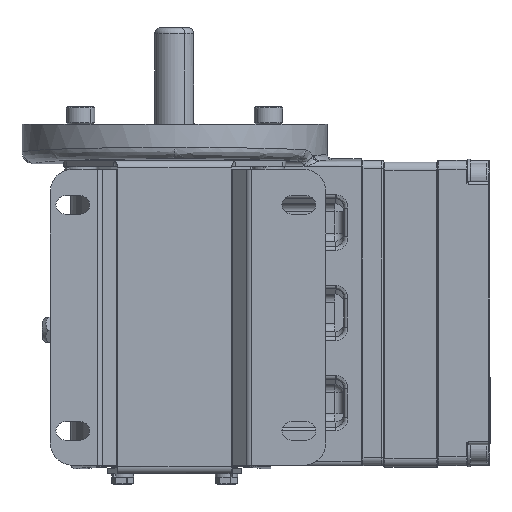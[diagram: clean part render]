
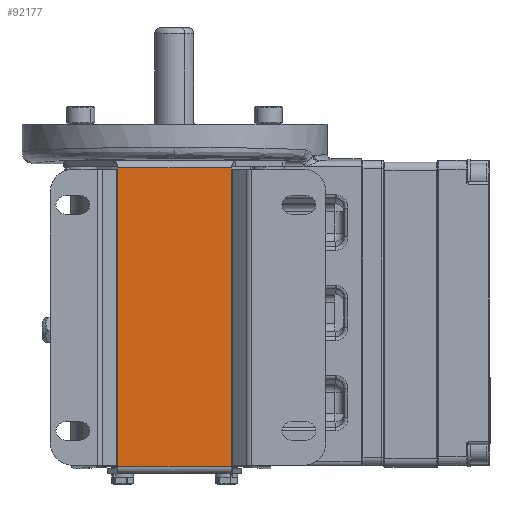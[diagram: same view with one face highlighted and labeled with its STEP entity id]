
A CAD part, front view. The second image highlights one B-rep face of the part: STEP entity #92177.
In plain terms, the highlighted planar face has unit normal (0, -1, 0).
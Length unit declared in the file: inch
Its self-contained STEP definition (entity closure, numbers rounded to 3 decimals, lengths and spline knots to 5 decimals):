
#964 = EDGE_CURVE ( 'NONE', #48692, #101022, #54581, .T. ) ;
#980 = CARTESIAN_POINT ( 'NONE',  ( 1.25982, -3.875, 6.54757 ) ) ;
#1083 = EDGE_CURVE ( 'NONE', #138457, #129907, #132845, .T. ) ;
#1514 = ORIENTED_EDGE ( 'NONE', *, *, #71454, .F. ) ;
#4732 = CARTESIAN_POINT ( 'NONE',  ( -1.25982, -3.875, -0.00243 ) ) ;
#4849 = LINE ( 'NONE', #140726, #130934 ) ;
#10478 = EDGE_CURVE ( 'NONE', #113359, #114217, #64044, .T. ) ;
#10551 = LINE ( 'NONE', #41425, #136578 ) ;
#12248 = VECTOR ( 'NONE', #111730, 39.37008 ) ;
#17285 = CARTESIAN_POINT ( 'NONE',  ( 1.26, -3.875, -0.03343 ) ) ;
#18293 = CARTESIAN_POINT ( 'NONE',  ( -1.25982, -3.875, 6.57857 ) ) ;
#22101 = VECTOR ( 'NONE', #84351, 39.37008 ) ;
#23862 = DIRECTION ( 'NONE',  ( 0.081, 0., 0.997 ) ) ;
#26296 = CARTESIAN_POINT ( 'NONE',  ( -1.25982, -3.875, -0.00243 ) ) ;
#26447 = DIRECTION ( 'NONE',  ( 0., 0., -1. ) ) ;
#27903 = VERTEX_POINT ( 'NONE', #146250 ) ;
#29286 = CARTESIAN_POINT ( 'NONE',  ( 1.25982, -3.875, -0.03118 ) ) ;
#29902 = ORIENTED_EDGE ( 'NONE', *, *, #10478, .F. ) ;
#31747 = LINE ( 'NONE', #36108, #92943 ) ;
#32388 = DIRECTION ( 'NONE',  ( 0., 0., -1. ) ) ;
#32944 = CARTESIAN_POINT ( 'NONE',  ( 1.27183, -3.875, 6.54757 ) ) ;
#36108 = CARTESIAN_POINT ( 'NONE',  ( -1.25982, -3.875, -0.03118 ) ) ;
#38645 = ORIENTED_EDGE ( 'NONE', *, *, #155065, .F. ) ;
#41425 = CARTESIAN_POINT ( 'NONE',  ( 1.27183, -3.875, 6.57857 ) ) ;
#45293 = DIRECTION ( 'NONE',  ( 0., 0., 1. ) ) ;
#46023 = DIRECTION ( 'NONE',  ( 0., 0., -1. ) ) ;
#47016 = CARTESIAN_POINT ( 'NONE',  ( 1.27183, -3.875, -0.03343 ) ) ;
#48692 = VERTEX_POINT ( 'NONE', #96871 ) ;
#54581 = LINE ( 'NONE', #47016, #22101 ) ;
#56986 = CARTESIAN_POINT ( 'NONE',  ( 1.25982, -3.875, 6.54757 ) ) ;
#57008 = PLANE ( 'NONE',  #64558 ) ;
#59267 = CARTESIAN_POINT ( 'NONE',  ( 1.25982, -3.875, -0.03118 ) ) ;
#64044 = LINE ( 'NONE', #122232, #128965 ) ;
#64558 = AXIS2_PLACEMENT_3D ( 'NONE', #32944, #118318, #45293 ) ;
#64945 = EDGE_LOOP ( 'NONE', ( #38645, #141942, #130172, #95822, #1514, #69213, #128363, #137366, #29902, #80135 ) ) ;
#65136 = VERTEX_POINT ( 'NONE', #29286 ) ;
#67913 = VECTOR ( 'NONE', #46023, 39.37008 ) ;
#69213 = ORIENTED_EDGE ( 'NONE', *, *, #964, .T. ) ;
#70043 = EDGE_CURVE ( 'NONE', #138457, #108966, #4849, .T. ) ;
#71454 = EDGE_CURVE ( 'NONE', #48692, #147447, #31747, .T. ) ;
#76164 = VECTOR ( 'NONE', #32388, 39.37008 ) ;
#80135 = ORIENTED_EDGE ( 'NONE', *, *, #139287, .F. ) ;
#83356 = EDGE_CURVE ( 'NONE', #65136, #101022, #128903, .T. ) ;
#84104 = EDGE_CURVE ( 'NONE', #147447, #129907, #105842, .T. ) ;
#84351 = DIRECTION ( 'NONE',  ( 1., 0., 0. ) ) ;
#89213 = EDGE_CURVE ( 'NONE', #114217, #65136, #128047, .T. ) ;
#92177 = ADVANCED_FACE ( 'NONE', ( #121419 ), #57008, .T. ) ;
#92943 = VECTOR ( 'NONE', #23862, 39.37008 ) ;
#95822 = ORIENTED_EDGE ( 'NONE', *, *, #84104, .F. ) ;
#96871 = CARTESIAN_POINT ( 'NONE',  ( -1.26, -3.875, -0.03343 ) ) ;
#100976 = CARTESIAN_POINT ( 'NONE',  ( 1.25982, -3.875, -0.00243 ) ) ;
#101022 = VERTEX_POINT ( 'NONE', #17285 ) ;
#105842 = LINE ( 'NONE', #26296, #12248 ) ;
#108633 = LINE ( 'NONE', #56986, #76164 ) ;
#108966 = VERTEX_POINT ( 'NONE', #18293 ) ;
#111730 = DIRECTION ( 'NONE',  ( 0., 0., 1. ) ) ;
#111899 = CARTESIAN_POINT ( 'NONE',  ( 1.25982, -3.875, -0.00243 ) ) ;
#113359 = VERTEX_POINT ( 'NONE', #980 ) ;
#114217 = VERTEX_POINT ( 'NONE', #100976 ) ;
#118318 = DIRECTION ( 'NONE',  ( 0., -1., 0. ) ) ;
#119011 = DIRECTION ( 'NONE',  ( 0., 0., -1. ) ) ;
#119034 = CARTESIAN_POINT ( 'NONE',  ( -1.25982, -3.875, 6.54757 ) ) ;
#121419 = FACE_OUTER_BOUND ( 'NONE', #64945, .T. ) ;
#122232 = CARTESIAN_POINT ( 'NONE',  ( 1.25982, -3.875, 6.54757 ) ) ;
#128047 = LINE ( 'NONE', #111899, #145186 ) ;
#128363 = ORIENTED_EDGE ( 'NONE', *, *, #83356, .F. ) ;
#128903 = LINE ( 'NONE', #59267, #157426 ) ;
#128965 = VECTOR ( 'NONE', #119011, 39.37008 ) ;
#129907 = VERTEX_POINT ( 'NONE', #4732 ) ;
#130172 = ORIENTED_EDGE ( 'NONE', *, *, #1083, .T. ) ;
#130934 = VECTOR ( 'NONE', #152970, 39.37008 ) ;
#131376 = CARTESIAN_POINT ( 'NONE',  ( -1.25982, -3.875, -0.03118 ) ) ;
#132845 = LINE ( 'NONE', #119034, #67913 ) ;
#136578 = VECTOR ( 'NONE', #139536, 39.37008 ) ;
#137366 = ORIENTED_EDGE ( 'NONE', *, *, #89213, .F. ) ;
#138457 = VERTEX_POINT ( 'NONE', #142841 ) ;
#139287 = EDGE_CURVE ( 'NONE', #27903, #113359, #108633, .T. ) ;
#139536 = DIRECTION ( 'NONE',  ( 1., 0., 0. ) ) ;
#140726 = CARTESIAN_POINT ( 'NONE',  ( -1.25982, -3.875, 6.54757 ) ) ;
#141942 = ORIENTED_EDGE ( 'NONE', *, *, #70043, .F. ) ;
#142841 = CARTESIAN_POINT ( 'NONE',  ( -1.25982, -3.875, 6.54757 ) ) ;
#145186 = VECTOR ( 'NONE', #26447, 39.37008 ) ;
#146250 = CARTESIAN_POINT ( 'NONE',  ( 1.25982, -3.875, 6.57857 ) ) ;
#147447 = VERTEX_POINT ( 'NONE', #131376 ) ;
#152970 = DIRECTION ( 'NONE',  ( 0., 0., 1. ) ) ;
#155065 = EDGE_CURVE ( 'NONE', #108966, #27903, #10551, .T. ) ;
#156827 = DIRECTION ( 'NONE',  ( 0.081, 0., -0.997 ) ) ;
#157426 = VECTOR ( 'NONE', #156827, 39.37008 ) ;
